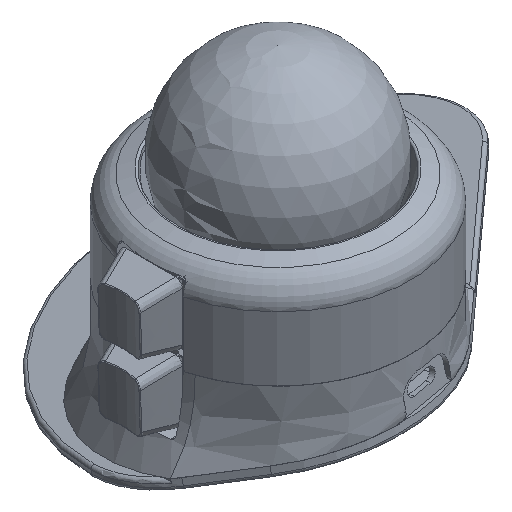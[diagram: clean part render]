
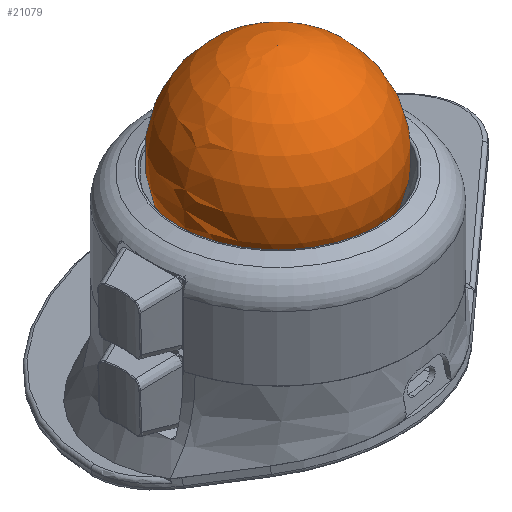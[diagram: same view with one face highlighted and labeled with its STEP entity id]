
A CAD part, isometric view. The second image highlights one B-rep face of the part: STEP entity #21079.
In plain terms, the highlighted spherical face has radius 27.55 mm.
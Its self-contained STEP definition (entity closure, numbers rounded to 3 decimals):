
#184=SPHERICAL_SURFACE('',#22464,27.55);
#1759=FACE_OUTER_BOUND('',#2956,.T.);
#2956=EDGE_LOOP('',(#14824,#14825));
#8464=CIRCLE('',#22465,27.55);
#9088=VERTEX_POINT('',#31493);
#9089=VERTEX_POINT('',#31494);
#11293=EDGE_CURVE('',#9088,#9089,#8464,.T.);
#14824=ORIENTED_EDGE('',*,*,#11293,.T.);
#14825=ORIENTED_EDGE('',*,*,#11293,.F.);
#21079=ADVANCED_FACE('',(#1759),#184,.T.);
#22464=AXIS2_PLACEMENT_3D('',#31492,#24713,#24714);
#22465=AXIS2_PLACEMENT_3D('',#31495,#24715,#24716);
#24713=DIRECTION('center_axis',(0.,0.,1.));
#24714=DIRECTION('ref_axis',(1.,0.,0.));
#24715=DIRECTION('center_axis',(0.,-1.,0.));
#24716=DIRECTION('ref_axis',(-1.,0.,0.));
#31492=CARTESIAN_POINT('Origin',(0.,0.,0.));
#31493=CARTESIAN_POINT('',(0.,0.,
27.55));
#31494=CARTESIAN_POINT('',(0.,0.,
-27.55));
#31495=CARTESIAN_POINT('Origin',(0.,0.,0.));
